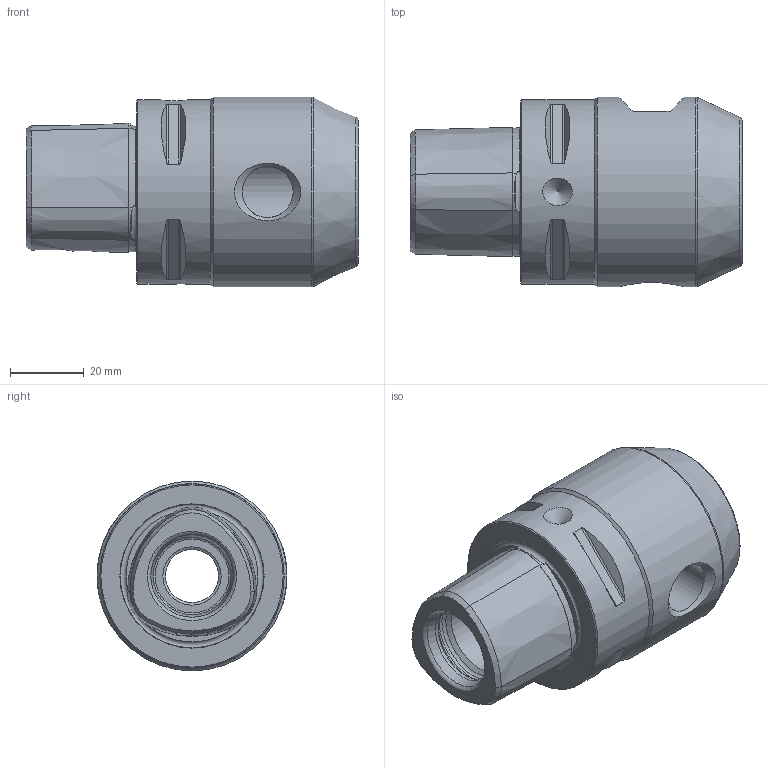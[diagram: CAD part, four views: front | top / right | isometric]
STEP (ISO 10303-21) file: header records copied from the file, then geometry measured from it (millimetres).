
FILE_DESCRIPTION( ( 'Unknown' ), '1' );
FILE_NAME( '280532030-C.stp', 'Unknown', ( 'Unknown' ), ( 'Unknown' ), 'PSStep 15.0.49', 'Unknown', ' ' );
FILE_SCHEMA( ( 'AUTOMOTIVE_DESIGN { 1 0 10303 214 1 1 1 1 }' ) );
Length unit declared in the file: millimetre
Products named in the file (1): 1
Bounding box: 90 x 51.5 x 51.5 mm (x, y, z)
Volume: 112903.9 mm3; surface area: 21741.7 mm2
Topology: 1 solids, 1 shells, 95 faces, 231 edges, 142 vertices
Faces by surface type: cone 45, plane 22, cylinder 20, torus 8
Full cylindrical faces by diameter (mm): 4 x1, 6.1 x2, 13.835 x1, 14.376 x1, 20 x1, 20.5 x1, 21 x2, 24 x1, 50 x1, 51.5 x1
Entity records: 3875 total; most frequent: CARTESIAN_POINT 1157, DIRECTION 402, ORIENTED_EDGE 350, AXIS2_PLACEMENT_3D 175, EDGE_CURVE 175, EDGE_LOOP 143, VERTEX_POINT 127, FACE_OUTER_BOUND 115
